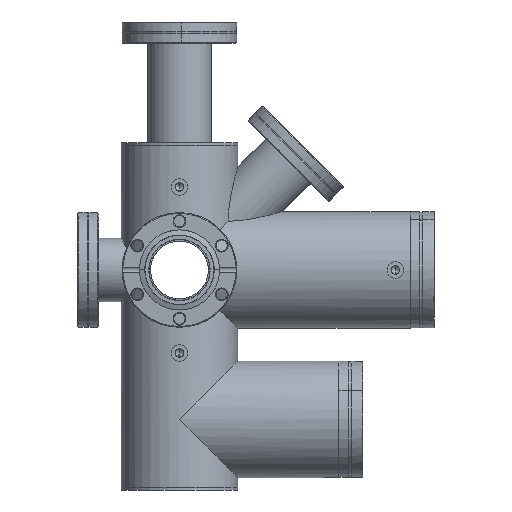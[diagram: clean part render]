
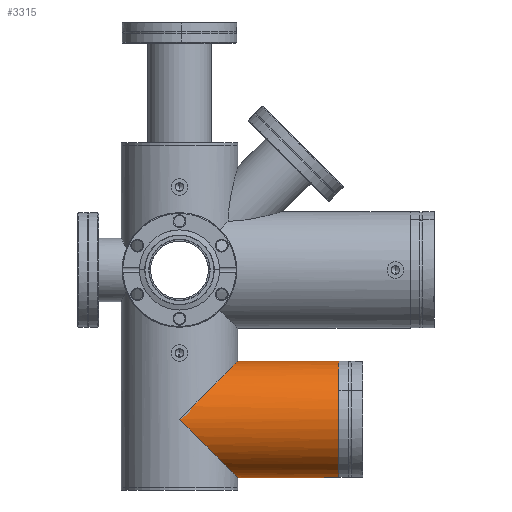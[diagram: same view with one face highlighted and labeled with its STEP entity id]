
A CAD part, front view. The second image highlights one B-rep face of the part: STEP entity #3315.
In plain terms, the highlighted cylindrical face has radius 35 mm (diameter 70 mm), a partial arc.
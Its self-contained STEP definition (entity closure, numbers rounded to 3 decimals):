
#657 = CARTESIAN_POINT ( 'NONE',  ( 35., 0., -125. ) ) ;
#731 = CARTESIAN_POINT ( 'NONE',  ( 35., -20.503, -55. ) ) ;
#1121 = CARTESIAN_POINT ( 'NONE',  ( 96., 0., -125. ) ) ;
#1167 = CARTESIAN_POINT ( 'NONE',  ( -35.002, 0., -90. ) ) ;
#1305 = DIRECTION ( 'NONE',  ( 1., 0., 0. ) ) ;
#1308 = EDGE_CURVE ( 'NONE', #8895, #10328, #2442, .T. ) ;
#1337 = CARTESIAN_POINT ( 'NONE',  ( 96., 0., -90. ) ) ;
#1881 = CARTESIAN_POINT ( 'NONE',  ( 96., 0., -55. ) ) ;
#2158 = CARTESIAN_POINT ( 'NONE',  ( 20.503, -35., -110.503 ) ) ;
#2274 = CYLINDRICAL_SURFACE ( 'NONE', #12115, 35. ) ;
#2442 = CIRCLE ( 'NONE', #3594, 35. ) ;
#2476 = ORIENTED_EDGE ( 'NONE', *, *, #9116, .F. ) ;
#2613 = ORIENTED_EDGE ( 'NONE', *, *, #3058, .F. ) ;
#2673 =( BOUNDED_CURVE ( )  B_SPLINE_CURVE ( 3, ( #10955, #5368, #731, #13357 ),
 .UNSPECIFIED., .F., .F. ) 
 B_SPLINE_CURVE_WITH_KNOTS ( ( 4, 4 ),
 ( 4.712, 6.283 ),
 .UNSPECIFIED. ) 
 CURVE ( )  GEOMETRIC_REPRESENTATION_ITEM ( )  RATIONAL_B_SPLINE_CURVE ( ( 1., 0.805, 0.805, 1. ) ) 
 REPRESENTATION_ITEM ( '' )  );
#3058 = EDGE_CURVE ( 'NONE', #12406, #6307, #2673, .T. ) ;
#3202 = LINE ( 'NONE', #7680, #3725 ) ;
#3315 = ADVANCED_FACE ( 'NONE', ( #12535 ), #2274, .T. ) ;
#3594 = AXIS2_PLACEMENT_3D ( 'NONE', #1337, #7728, #10312 ) ;
#3725 = VECTOR ( 'NONE', #11147, 1000. ) ;
#3855 = DIRECTION ( 'NONE',  ( 1., 0., 0. ) ) ;
#4897 = CARTESIAN_POINT ( 'NONE',  ( -35.002, 0., -55. ) ) ;
#5130 =( BOUNDED_CURVE ( )  B_SPLINE_CURVE ( 3, ( #5464, #12209, #2158, #10991 ),
 .UNSPECIFIED., .F., .T. ) 
 B_SPLINE_CURVE_WITH_KNOTS ( ( 4, 4 ),
 ( 0., 1.571 ),
 .UNSPECIFIED. ) 
 CURVE ( )  GEOMETRIC_REPRESENTATION_ITEM ( )  RATIONAL_B_SPLINE_CURVE ( ( 1., 0.805, 0.805, 1. ) ) 
 REPRESENTATION_ITEM ( '' )  );
#5368 = CARTESIAN_POINT ( 'NONE',  ( 20.503, -35., -69.497 ) ) ;
#5464 = CARTESIAN_POINT ( 'NONE',  ( 35., 0., -125. ) ) ;
#5651 = ORIENTED_EDGE ( 'NONE', *, *, #1308, .F. ) ;
#6307 = VERTEX_POINT ( 'NONE', #6410 ) ;
#6410 = CARTESIAN_POINT ( 'NONE',  ( 35., 0., -55. ) ) ;
#6851 = EDGE_CURVE ( 'NONE', #9524, #10328, #3202, .T. ) ;
#7680 = CARTESIAN_POINT ( 'NONE',  ( -35.002, 0., -125. ) ) ;
#7728 = DIRECTION ( 'NONE',  ( 1., 0., 0. ) ) ;
#8895 = VERTEX_POINT ( 'NONE', #1881 ) ;
#8932 = CARTESIAN_POINT ( 'NONE',  ( 0., -35., -90. ) ) ;
#9116 = EDGE_CURVE ( 'NONE', #9524, #12406, #5130, .T. ) ;
#9524 = VERTEX_POINT ( 'NONE', #657 ) ;
#9726 = VECTOR ( 'NONE', #3855, 1000. ) ;
#9751 = EDGE_CURVE ( 'NONE', #6307, #8895, #11648, .T. ) ;
#10056 = ORIENTED_EDGE ( 'NONE', *, *, #6851, .T. ) ;
#10073 = DIRECTION ( 'NONE',  ( 0., 0., -1. ) ) ;
#10312 = DIRECTION ( 'NONE',  ( 0., 0., -1. ) ) ;
#10328 = VERTEX_POINT ( 'NONE', #1121 ) ;
#10955 = CARTESIAN_POINT ( 'NONE',  ( 0., -35., -90. ) ) ;
#10991 = CARTESIAN_POINT ( 'NONE',  ( 0., -35., -90. ) ) ;
#11147 = DIRECTION ( 'NONE',  ( 1., 0., 0. ) ) ;
#11648 = LINE ( 'NONE', #4897, #9726 ) ;
#11887 = EDGE_LOOP ( 'NONE', ( #13522, #2613, #2476, #10056, #5651 ) ) ;
#12115 = AXIS2_PLACEMENT_3D ( 'NONE', #1167, #1305, #10073 ) ;
#12209 = CARTESIAN_POINT ( 'NONE',  ( 35., -20.503, -125. ) ) ;
#12406 = VERTEX_POINT ( 'NONE', #8932 ) ;
#12535 = FACE_OUTER_BOUND ( 'NONE', #11887, .T. ) ;
#13357 = CARTESIAN_POINT ( 'NONE',  ( 35., 0., -55. ) ) ;
#13522 = ORIENTED_EDGE ( 'NONE', *, *, #9751, .F. ) ;
